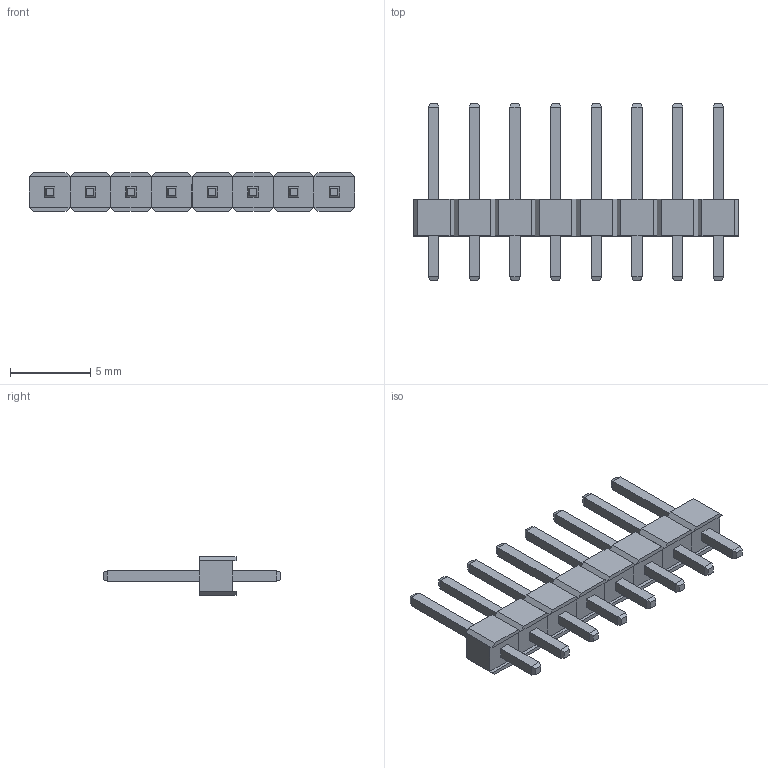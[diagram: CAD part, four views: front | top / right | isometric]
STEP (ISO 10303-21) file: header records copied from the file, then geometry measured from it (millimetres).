
FILE_DESCRIPTION (( 'STEP AP214' ), '1' );
FILE_NAME ('8x_Male_Pin_2.54_mm.STEP', '2020-05-13T07:45:43', ( '' ), ( '' ), 'SwSTEP 2.0', 'SolidWorks 2018', '' );
FILE_SCHEMA (( 'AUTOMOTIVE_DESIGN' ));
Length unit declared in the file: millimetre
Products named in the file (2): 8x_Male_Pin_2.54_mm; 1_Male_Pin_2.54_mm
Assembly tree (8 placements, depth 2):
  8x_Male_Pin_2.54_mm
    1_Male_Pin_2.54_mm  x8
Bounding box: 20.32 x 11.1 x 2.4 mm (x, y, z)
Volume: 132.1 mm3; surface area: 451.4 mm2
Topology: 8 solids, 8 shells, 256 faces, 576 edges, 352 vertices
Faces by surface type: plane 256
Entity records: 1334 total; most frequent: CARTESIAN_POINT 159, DIRECTION 158, ORIENTED_EDGE 144, EDGE_CURVE 72, LINE 72, VECTOR 72, VERTEX_POINT 44, AXIS2_PLACEMENT_3D 43
